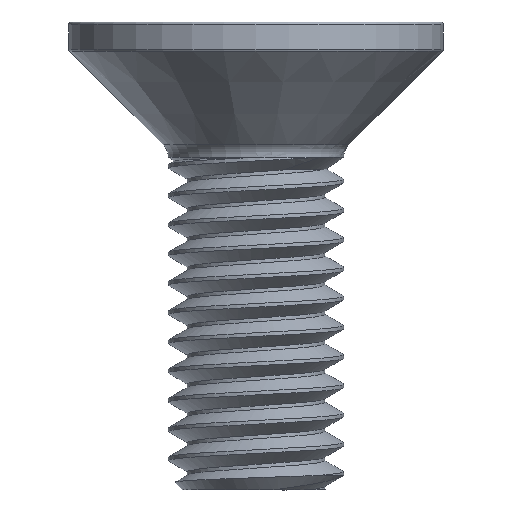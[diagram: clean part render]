
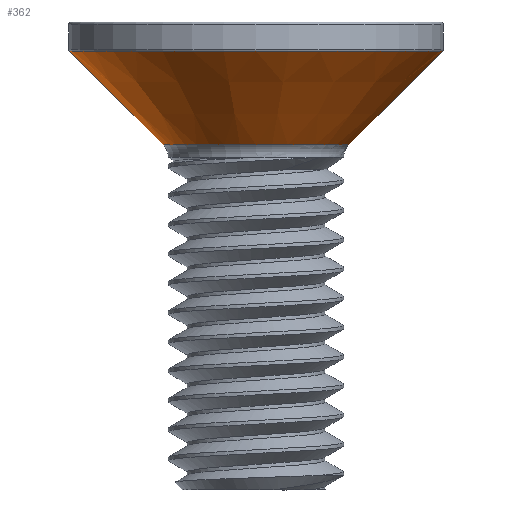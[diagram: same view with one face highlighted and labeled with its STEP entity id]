
A CAD part, left-side view. The second image highlights one B-rep face of the part: STEP entity #362.
In plain terms, the highlighted conical face has half-angle 45 degrees and reference radius 1.587 mm.
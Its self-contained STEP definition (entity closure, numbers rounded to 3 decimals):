
#49 = EDGE_CURVE ( 'NONE', #614, #2952, #2655, .T. ) ;
#96 = DIRECTION ( 'NONE',  ( 0., 0.707, 0.707 ) ) ;
#362 = ADVANCED_FACE ( 'NONE', ( #2562 ), #3679, .T. ) ;
#614 = VERTEX_POINT ( 'NONE', #2961 ) ;
#665 = DIRECTION ( 'NONE',  ( 0., -0.707, 0.707 ) ) ;
#687 = ORIENTED_EDGE ( 'NONE', *, *, #49, .T. ) ;
#702 = CARTESIAN_POINT ( 'NONE',  ( 0., 1.587, 1.9 ) ) ;
#794 = EDGE_CURVE ( 'NONE', #2952, #2728, #2756, .T. ) ;
#902 = CARTESIAN_POINT ( 'NONE',  ( 0., 0., 3.499 ) ) ;
#1011 = EDGE_CURVE ( 'NONE', #2514, #2728, #3498, .T. ) ;
#1160 = VECTOR ( 'NONE', #96, 1000. ) ;
#1429 = VECTOR ( 'NONE', #665, 1000. ) ;
#1476 = CIRCLE ( 'NONE', #1817, 1.587 ) ;
#1684 = DIRECTION ( 'NONE',  ( 0., 0., 1. ) ) ;
#1732 = EDGE_CURVE ( 'NONE', #2514, #614, #1476, .T. ) ;
#1814 = DIRECTION ( 'NONE',  ( 0., -1., 0. ) ) ;
#1817 = AXIS2_PLACEMENT_3D ( 'NONE', #2100, #3002, #1814 ) ;
#1866 = AXIS2_PLACEMENT_3D ( 'NONE', #2061, #1684, #2341 ) ;
#2061 = CARTESIAN_POINT ( 'NONE',  ( 0., 0., 1.9 ) ) ;
#2100 = CARTESIAN_POINT ( 'NONE',  ( 0., 0., 1.9 ) ) ;
#2243 = CARTESIAN_POINT ( 'NONE',  ( 0., -3.186, 3.499 ) ) ;
#2341 = DIRECTION ( 'NONE',  ( 0., -1., 0. ) ) ;
#2428 = DIRECTION ( 'NONE',  ( 0., 1., 0. ) ) ;
#2514 = VERTEX_POINT ( 'NONE', #2637 ) ;
#2562 = FACE_OUTER_BOUND ( 'NONE', #2695, .T. ) ;
#2637 = CARTESIAN_POINT ( 'NONE',  ( 0., 1.587, 1.9 ) ) ;
#2655 = LINE ( 'NONE', #3416, #1429 ) ;
#2695 = EDGE_LOOP ( 'NONE', ( #2777, #2966, #687, #3404 ) ) ;
#2728 = VERTEX_POINT ( 'NONE', #3176 ) ;
#2756 = CIRCLE ( 'NONE', #2851, 3.186 ) ;
#2777 = ORIENTED_EDGE ( 'NONE', *, *, #1011, .F. ) ;
#2851 = AXIS2_PLACEMENT_3D ( 'NONE', #902, #3615, #2428 ) ;
#2952 = VERTEX_POINT ( 'NONE', #2243 ) ;
#2961 = CARTESIAN_POINT ( 'NONE',  ( 0., -1.587, 1.9 ) ) ;
#2966 = ORIENTED_EDGE ( 'NONE', *, *, #1732, .T. ) ;
#3002 = DIRECTION ( 'NONE',  ( 0., 0., 1. ) ) ;
#3176 = CARTESIAN_POINT ( 'NONE',  ( 0., 3.186, 3.499 ) ) ;
#3404 = ORIENTED_EDGE ( 'NONE', *, *, #794, .T. ) ;
#3416 = CARTESIAN_POINT ( 'NONE',  ( 0., -1.587, 1.9 ) ) ;
#3498 = LINE ( 'NONE', #702, #1160 ) ;
#3615 = DIRECTION ( 'NONE',  ( 0., 0., -1. ) ) ;
#3679 = CONICAL_SURFACE ( 'NONE', #1866, 1.587, 0.785 ) ;
